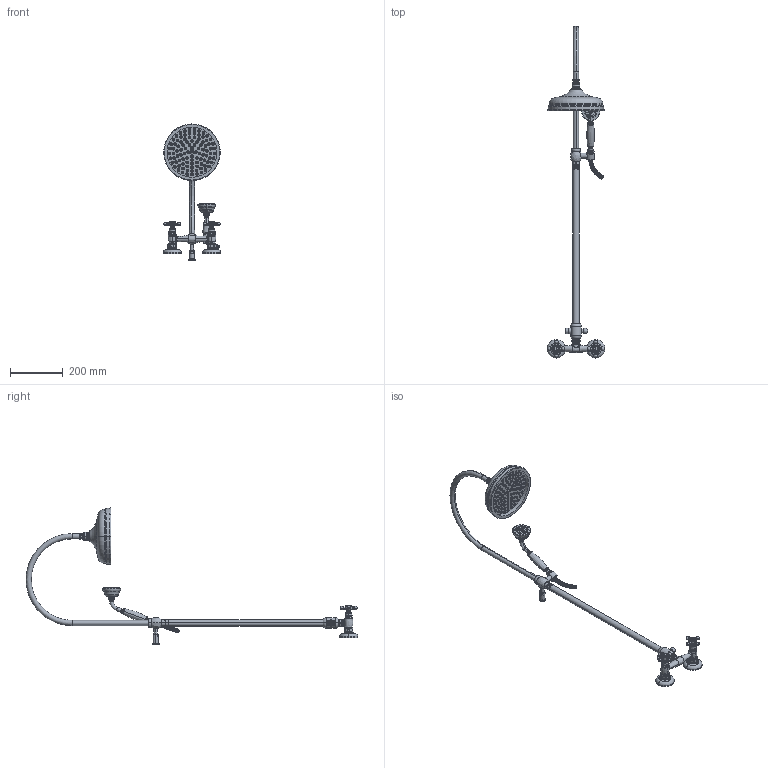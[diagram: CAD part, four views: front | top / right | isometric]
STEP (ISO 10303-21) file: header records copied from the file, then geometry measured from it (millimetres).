
FILE_DESCRIPTION((''),'2;1');
FILE_NAME('ZCOL000CR_ASM','2021-05-04T17:16:42',('ut3'),('PAFFONI SpA'),'CREO PARAMETRIC BY PTC INC, 2020044','CREO PARAMETRIC BY PTC INC, 2020044','');
FILE_SCHEMA(('CONFIG_CONTROL_DESIGN','SHAPE_APPEARANCE_LAYERS_GROUPS'));
Products named in the file (46): 3021043TO; 2042273GR; 2092247_AF0; 5002070CR_ASM; 2041484GR; 2041246GR; 1000118GR; 1000119GR; 4051030CR_ASM; 2051079CR_AF1; 2051079CR; 4061002KA-CR_AF1; 4061002KA-CR_AF0_ASM; 4061002KA-CR_AF3; 4061002KA-CR_AF2_ASM; FBLV168RCR_AF0_ASM; 4071700CR_A; 4071700CR_B; 2041955GR; 4071700CR_C; 4111012_A; 4111133CR_A; 4111012_C; 4111012_D; 4111012_E; 2092232_AF0; 2092086_AF0; 2092086_AF1; 4111012_F_AF1; 4111133CR_ASM; 4071700CR_D_AF0; 4071700CR_E; 4071700CR_F; 4071700CR_ASM; 4071721CR; 4071715CR; 4071003CRDG; 1000303GR; 1000300GR; 1000301GR ...
Assembly tree (51 placements, depth 4):
  ZCOL000CR_ASM
    FBLV168RCR_AF0_ASM
      3021043TO
      5002070CR_ASM
        2042273GR
        2092247_AF0
      2041484GR  x2
      2041246GR  x2
      4051030CR_ASM  x2
        1000118GR
        1000119GR
      2051079CR_AF1
      2051079CR
      4061002KA-CR_AF0_ASM
        4061002KA-CR_AF1
      4061002KA-CR_AF2_ASM
        4061002KA-CR_AF3
    4071700CR_ASM
      4071700CR_A
      4071700CR_B
      2041955GR
      4071700CR_C
      4111133CR_ASM
        4111012_A
        4111133CR_A
        4111012_C
        4111012_D
        4111012_E
        2092232_AF0
        2092086_AF0
        2092086_AF1
        4111012_F_AF1
      4071700CR_D_AF0
      4071700CR_E
      4071700CR_F
    4071721CR
    4071715CR
    4071003CRDG
    4071246CR_ASM
      1000303GR
      1000300GR
      1000301GR
      1000302GR
      1000304GR
      1000299GR
      1000185GR
Bounding box: 220 x 1262.28 x 517.5 mm (x, y, z)
Volume: 1749102.2 mm3; surface area: 507037 mm2
Topology: 49 solids, 112 shells, 3282 faces, 7917 edges, 5048 vertices
Faces by surface type: cylinder 1159, plane 1088, bspline 382, cone 309, torus 298, sphere 46
Entity records: 142162 total; most frequent: CARTESIAN_POINT 50913, DIRECTION 14469, ORIENTED_EDGE 13675, PRESENTATION_STYLE_ASSIGNMENT 7258, STYLED_ITEM 7250, EDGE_CURVE 6988, CURVE_STYLE 6974, AXIS2_PLACEMENT_3D 6041
